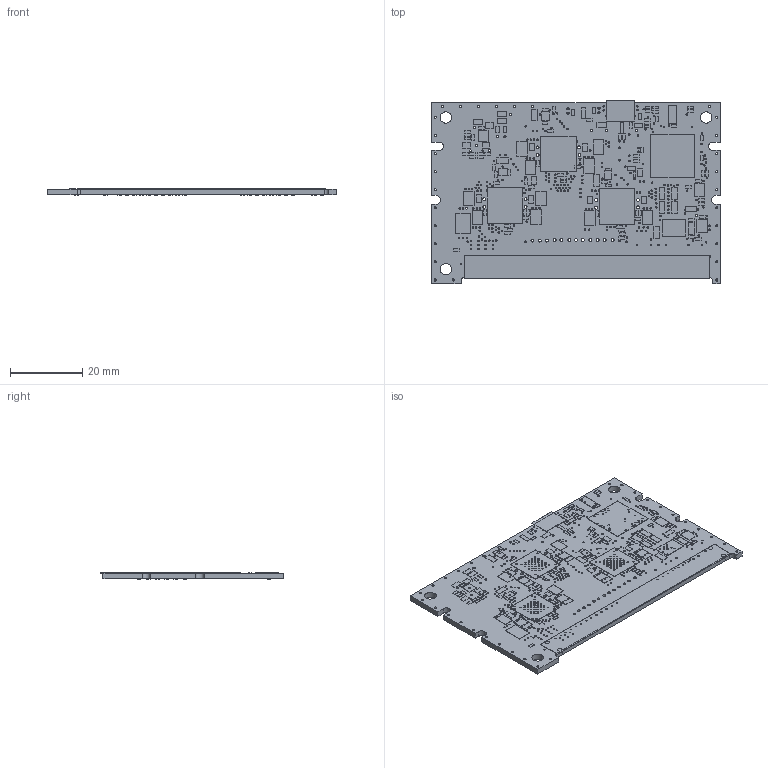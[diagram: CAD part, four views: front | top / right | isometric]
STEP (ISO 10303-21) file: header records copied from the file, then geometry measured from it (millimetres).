
FILE_DESCRIPTION(/* description */ (''),/* implementation_level */ '2;1');
FILE_NAME(/* name */ 'TMCM-3230_V13 v1.step',/* time_stamp */ '2019-12-06T14:34:14+02:00',/* author */ (''),/* organization */ (''),/* preprocessor_version */ 'ST-DEVELOPER v18',/* originating_system */ 'Autodesk Translation Framework v8.12.0.6',/* authorisation */ '');
FILE_SCHEMA (('AUTOMOTIVE_DESIGN { 1 0 10303 214 3 1 1 }'));
Length unit declared in the file: millimetre
Products named in the file (29): TMCM-3230_V13; PCB Component; Board; 0603/4.7uF; 0402/2R2; 0805/4.7uF/50V; 0603/2.2uF; 1210/10uF; MSS1P6; SMBJ24A; BD9G101G; TMC5130; 74AHCT540PW; LP2985AIM5-3.3; MK22FX512AVLK12; 24LC512-I/SN; TJA1051TK/3; 74AHCT1G14DCK; SAMTEC_MMT-134; USB_MICRO_MOLEX_47346001; VLS201612ET-4R7M; 1A; 16MHz; 0805/0R1; SRV05-4; RN4-1206/10k; BSS123; TP; 74LVC2G17DW
Assembly tree (167 placements, depth 3):
  TMCM-3230_V13
    PCB Component
      Board
      0603/4.7uF  x5
      0402/2R2  x76
      0805/4.7uF/50V  x3
      0603/2.2uF  x2
      1210/10uF  x10
      MSS1P6  x4
      SMBJ24A
      BD9G101G
      TMC5130  x3
      74AHCT540PW
      LP2985AIM5-3.3
      MK22FX512AVLK12
      24LC512-I/SN
      TJA1051TK/3
      74AHCT1G14DCK
      SAMTEC_MMT-134
      USB_MICRO_MOLEX_47346001
      VLS201612ET-4R7M
      1A  x2
      16MHz
      0805/0R1  x6
      SRV05-4
      RN4-1206/10k  x9
      BSS123
      TP  x28
      74LVC2G17DW  x3
Bounding box: 80 x 50.71 x 1.8 mm (x, y, z)
Volume: 6106.6 mm3; surface area: 12210.6 mm2
Topology: 166 solids, 166 shells, 1616 faces, 3852 edges, 2568 vertices
Faces by surface type: plane 1012, cylinder 604
Full cylindrical faces by diameter (mm): 0.4 x522, 0.6 x45, 0.8 x24, 1.19 x4, 3.2 x3
Entity records: 30836 total; most frequent: DIRECTION 5348, CARTESIAN_POINT 4618, ORIENTED_EDGE 4368, AXIS2_PLACEMENT_3D 2186, EDGE_CURVE 2184, EDGE_LOOP 1978, VERTEX_POINT 1456, CIRCLE 1208
